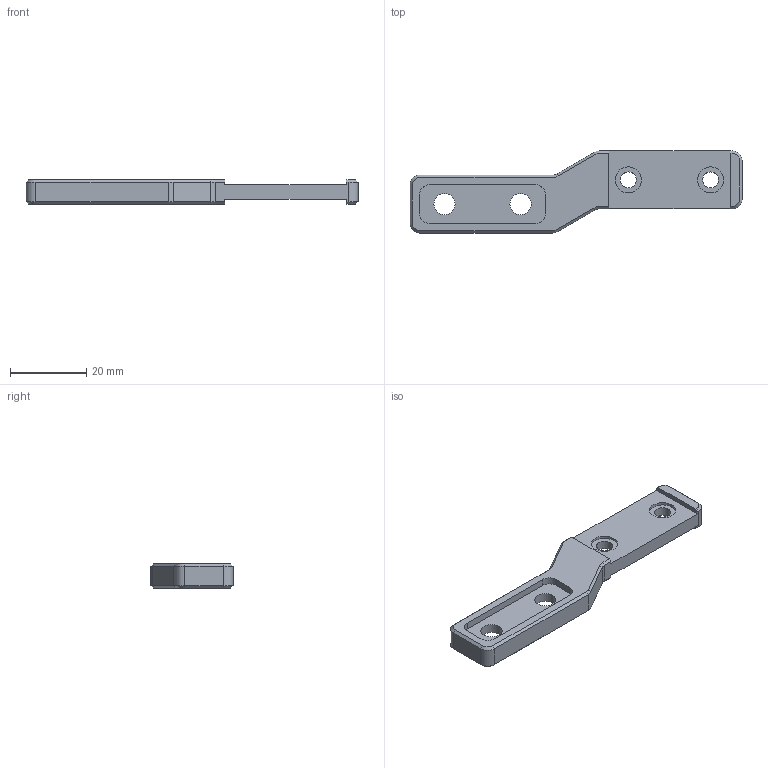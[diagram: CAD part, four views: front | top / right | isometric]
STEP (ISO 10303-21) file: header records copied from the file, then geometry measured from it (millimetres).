
FILE_DESCRIPTION(/* description */ (''),/* implementation_level */ '2;1');
FILE_NAME(/* name */ 'OSS v7.step',/* time_stamp */ '2021-03-08T06:46:11-06:00',/* author */ (''),/* organization */ (''),/* preprocessor_version */ 'ST-DEVELOPER v18.1',/* originating_system */ 'Autodesk Translation Framework v9.10.0.1330',/* authorisation */ '');
FILE_SCHEMA (('AUTOMOTIVE_DESIGN { 1 0 10303 214 3 1 1 }'));
Length unit declared in the file: inch
Products named in the file (1): OSS
Bounding box: 87.2 x 21.59 x 6.35 mm (x, y, z)
Volume: 5556.9 mm3; surface area: 4122.1 mm2
Topology: 1 solids, 1 shells, 92 faces, 220 edges, 136 vertices
Faces by surface type: plane 52, cylinder 24, cone 16
Full cylindrical faces by diameter (mm): 4.191 x2, 5.563 x2, 6.858 x4
Entity records: 2672 total; most frequent: DIRECTION 470, CARTESIAN_POINT 449, ORIENTED_EDGE 440, EDGE_CURVE 220, AXIS2_PLACEMENT_3D 157, LINE 156, VECTOR 156, VERTEX_POINT 136
